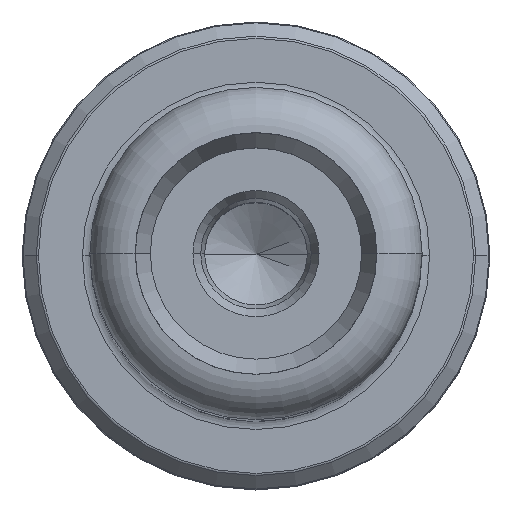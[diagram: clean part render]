
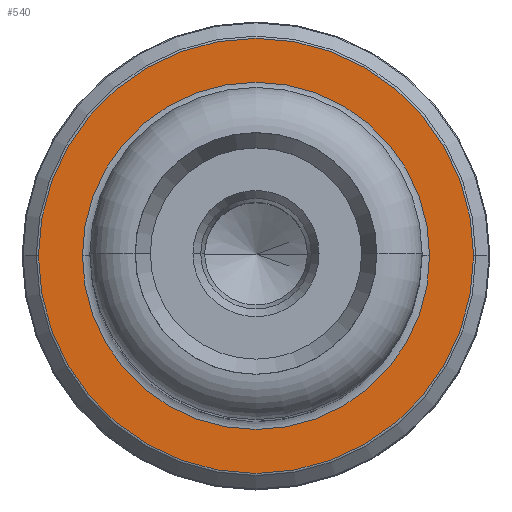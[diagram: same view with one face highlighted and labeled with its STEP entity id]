
A CAD part, top view. The second image highlights one B-rep face of the part: STEP entity #540.
In plain terms, the highlighted planar face has unit normal (0, 0, 1).
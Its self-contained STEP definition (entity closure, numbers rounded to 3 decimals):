
#119 = DIRECTION ( 'NONE',  ( 1., 0., 0. ) ) ;
#248 = DIRECTION ( 'NONE',  ( 0., 0., 1. ) ) ;
#389 = ORIENTED_EDGE ( 'NONE', *, *, #3297, .F. ) ;
#460 = CIRCLE ( 'NONE', #2633, 14.417 ) ;
#540 = ADVANCED_FACE ( 'NONE', ( #983, #3687 ), #2184, .T. ) ;
#585 = EDGE_CURVE ( 'NONE', #1744, #2062, #460, .T. ) ;
#617 = EDGE_CURVE ( 'NONE', #620, #1899, #3269, .T. ) ;
#620 = VERTEX_POINT ( 'NONE', #2599 ) ;
#768 = AXIS2_PLACEMENT_3D ( 'NONE', #3602, #3541, #2061 ) ;
#983 = FACE_BOUND ( 'NONE', #3359, .T. ) ;
#1083 = DIRECTION ( 'NONE',  ( -1., 0., 0. ) ) ;
#1272 = CIRCLE ( 'NONE', #3465, 11.503 ) ;
#1450 = DIRECTION ( 'NONE',  ( 1., 0., 0. ) ) ;
#1477 = AXIS2_PLACEMENT_3D ( 'NONE', #1620, #2535, #3748 ) ;
#1609 = EDGE_LOOP ( 'NONE', ( #1846, #2051 ) ) ;
#1620 = CARTESIAN_POINT ( 'NONE',  ( 0., 0., 24. ) ) ;
#1638 = AXIS2_PLACEMENT_3D ( 'NONE', #3091, #2789, #119 ) ;
#1647 = EDGE_CURVE ( 'NONE', #2062, #1744, #2041, .T. ) ;
#1744 = VERTEX_POINT ( 'NONE', #3486 ) ;
#1833 = CARTESIAN_POINT ( 'NONE',  ( 11.503, 0., 24. ) ) ;
#1846 = ORIENTED_EDGE ( 'NONE', *, *, #585, .T. ) ;
#1899 = VERTEX_POINT ( 'NONE', #1833 ) ;
#2041 = CIRCLE ( 'NONE', #1477, 14.417 ) ;
#2051 = ORIENTED_EDGE ( 'NONE', *, *, #1647, .T. ) ;
#2061 = DIRECTION ( 'NONE',  ( -1., 0., 0. ) ) ;
#2062 = VERTEX_POINT ( 'NONE', #3705 ) ;
#2103 = CARTESIAN_POINT ( 'NONE',  ( 0., 0., 24. ) ) ;
#2184 = PLANE ( 'NONE',  #1638 ) ;
#2282 = CARTESIAN_POINT ( 'NONE',  ( 0., 0., 24. ) ) ;
#2535 = DIRECTION ( 'NONE',  ( 0., 0., 1. ) ) ;
#2599 = CARTESIAN_POINT ( 'NONE',  ( -11.503, 0., 24. ) ) ;
#2633 = AXIS2_PLACEMENT_3D ( 'NONE', #2103, #248, #1450 ) ;
#2789 = DIRECTION ( 'NONE',  ( 0., 0., 1. ) ) ;
#3066 = ORIENTED_EDGE ( 'NONE', *, *, #617, .F. ) ;
#3091 = CARTESIAN_POINT ( 'NONE',  ( 0., 0., 24. ) ) ;
#3124 = DIRECTION ( 'NONE',  ( 0., 0., 1. ) ) ;
#3269 = CIRCLE ( 'NONE', #768, 11.503 ) ;
#3297 = EDGE_CURVE ( 'NONE', #1899, #620, #1272, .T. ) ;
#3359 = EDGE_LOOP ( 'NONE', ( #3066, #389 ) ) ;
#3465 = AXIS2_PLACEMENT_3D ( 'NONE', #2282, #3124, #1083 ) ;
#3486 = CARTESIAN_POINT ( 'NONE',  ( 14.417, 0., 24. ) ) ;
#3541 = DIRECTION ( 'NONE',  ( 0., 0., 1. ) ) ;
#3602 = CARTESIAN_POINT ( 'NONE',  ( 0., 0., 24. ) ) ;
#3687 = FACE_OUTER_BOUND ( 'NONE', #1609, .T. ) ;
#3705 = CARTESIAN_POINT ( 'NONE',  ( -14.417, 0., 24. ) ) ;
#3748 = DIRECTION ( 'NONE',  ( 1., 0., 0. ) ) ;
